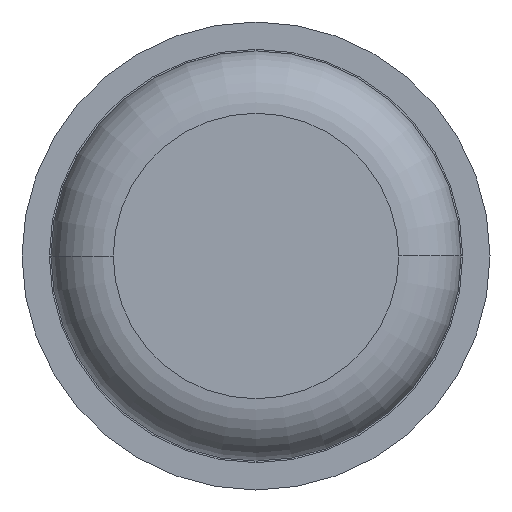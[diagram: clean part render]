
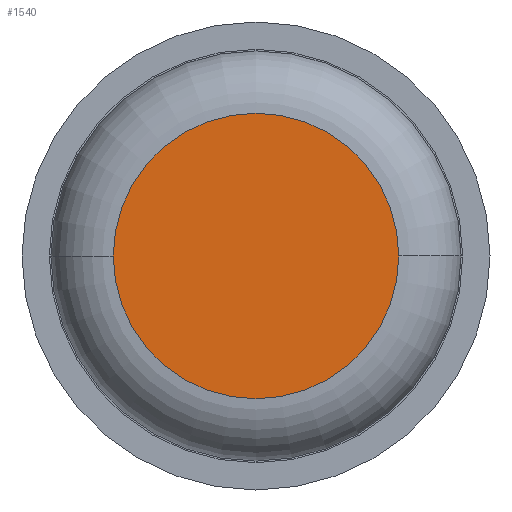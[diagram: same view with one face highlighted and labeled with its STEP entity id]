
A CAD part, front view. The second image highlights one B-rep face of the part: STEP entity #1540.
In plain terms, the highlighted planar face has unit normal (0, -1, 0).
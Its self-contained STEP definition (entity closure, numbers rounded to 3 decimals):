
#211 = ORIENTED_EDGE ( 'NONE', *, *, #885, .T. ) ;
#376 = CARTESIAN_POINT ( 'NONE',  ( -0.915, 0., 0. ) ) ;
#403 = DIRECTION ( 'NONE',  ( -1., 0., 0. ) ) ;
#885 = EDGE_CURVE ( 'Defeature ausgef�hrt1_6+Defeature ausgef�hrt1_7+Defeature ausgef�hrt1_7+Defeature ausgef�hrt1_7', #4325, #1130, #978, .T. ) ;
#978 = CIRCLE ( 'NONE', #4505, 0.915 ) ;
#1078 = AXIS2_PLACEMENT_3D ( 'NONE', #3761, #1916, #403 ) ;
#1130 = VERTEX_POINT ( 'NONE', #2683 ) ;
#1244 = AXIS2_PLACEMENT_3D ( 'NONE', #3250, #4681, #1740 ) ;
#1540 = ADVANCED_FACE ( 'Defeature ausgef�hrt1_6', ( #3217 ), #4330, .F. ) ;
#1723 = EDGE_CURVE ( 'Defeature ausgef�hrt1_6+Defeature ausgef�hrt1_7+Defeature ausgef�hrt1_7+Defeature ausgef�hrt1_7', #1130, #4325, #2406, .T. ) ;
#1740 = DIRECTION ( 'NONE',  ( -1., 0., 0. ) ) ;
#1916 = DIRECTION ( 'NONE',  ( 0., -1., 0. ) ) ;
#2020 = ORIENTED_EDGE ( 'NONE', *, *, #1723, .T. ) ;
#2406 = CIRCLE ( 'NONE', #1078, 0.915 ) ;
#2566 = DIRECTION ( 'NONE',  ( 0., -1., 0. ) ) ;
#2683 = CARTESIAN_POINT ( 'NONE',  ( 0.915, 0., 0. ) ) ;
#2927 = CARTESIAN_POINT ( 'NONE',  ( 0., 0., 0. ) ) ;
#3217 = FACE_OUTER_BOUND ( 'NONE', #4475, .T. ) ;
#3250 = CARTESIAN_POINT ( 'NONE',  ( 0., 0., 0. ) ) ;
#3256 = DIRECTION ( 'NONE',  ( -1., 0., 0. ) ) ;
#3761 = CARTESIAN_POINT ( 'NONE',  ( 0., 0., 0. ) ) ;
#4325 = VERTEX_POINT ( 'NONE', #376 ) ;
#4330 = PLANE ( 'NONE',  #1244 ) ;
#4475 = EDGE_LOOP ( 'NONE', ( #211, #2020 ) ) ;
#4505 = AXIS2_PLACEMENT_3D ( 'NONE', #2927, #2566, #3256 ) ;
#4681 = DIRECTION ( 'NONE',  ( 0., 1., 0. ) ) ;
